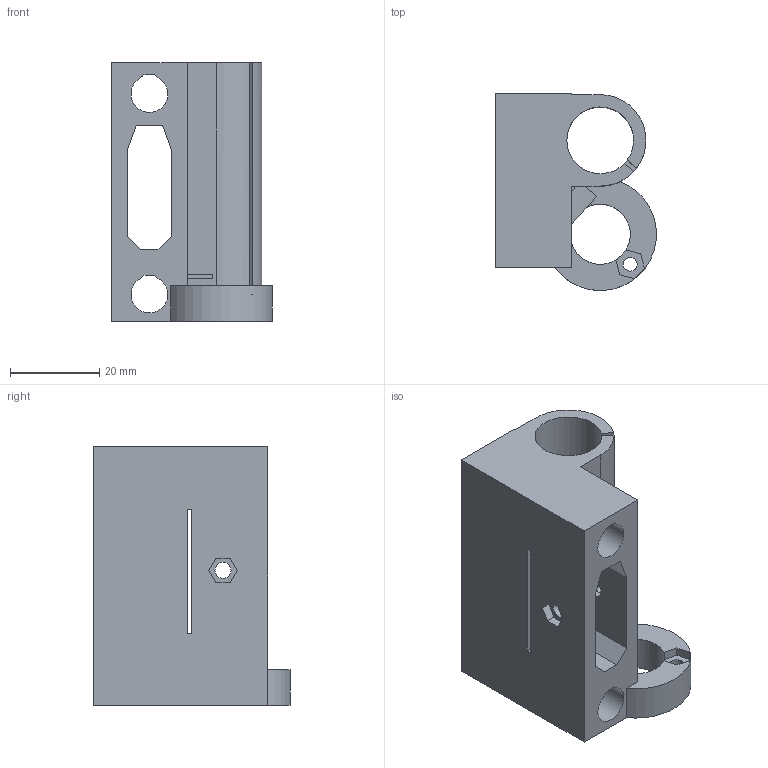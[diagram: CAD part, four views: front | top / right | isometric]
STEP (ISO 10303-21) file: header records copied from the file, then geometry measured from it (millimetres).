
FILE_DESCRIPTION(/* description */ (''),/* implementation_level */ '2;1');
FILE_NAME(/* name */ 'X End Idler.step',/* time_stamp */ '2018-07-18T14:33:21+02:00',/* author */ ('boelle'),/* organization */ (''),/* preprocessor_version */ 'ST-DEVELOPER v17',/* originating_system */ 'Autodesk Translation Framework v7.1.0.215',/* authorisation */ '');
FILE_SCHEMA (('AUTOMOTIVE_DESIGN { 1 0 10303 214 3 1 1 }'));
Length unit declared in the file: millimetre
Products named in the file (1): X end idler
Bounding box: 36.12 x 44.09 x 58 mm (x, y, z)
Volume: 31980.5 mm3; surface area: 18264.2 mm2
Topology: 1 solids, 1 shells, 106 faces, 311 edges, 210 vertices
Faces by surface type: plane 88, cylinder 15, cone 2, bspline 1
Full cylindrical faces by diameter (mm): 3.1 x2, 3.6 x2, 6.2 x1, 11 x2, 13.497 x1, 14.987 x1
Entity records: 11745 total; most frequent: CARTESIAN_POINT 8769, ORIENTED_EDGE 624, DIRECTION 585, EDGE_CURVE 312, LINE 239, VECTOR 239, VERTEX_POINT 211, AXIS2_PLACEMENT_3D 173
